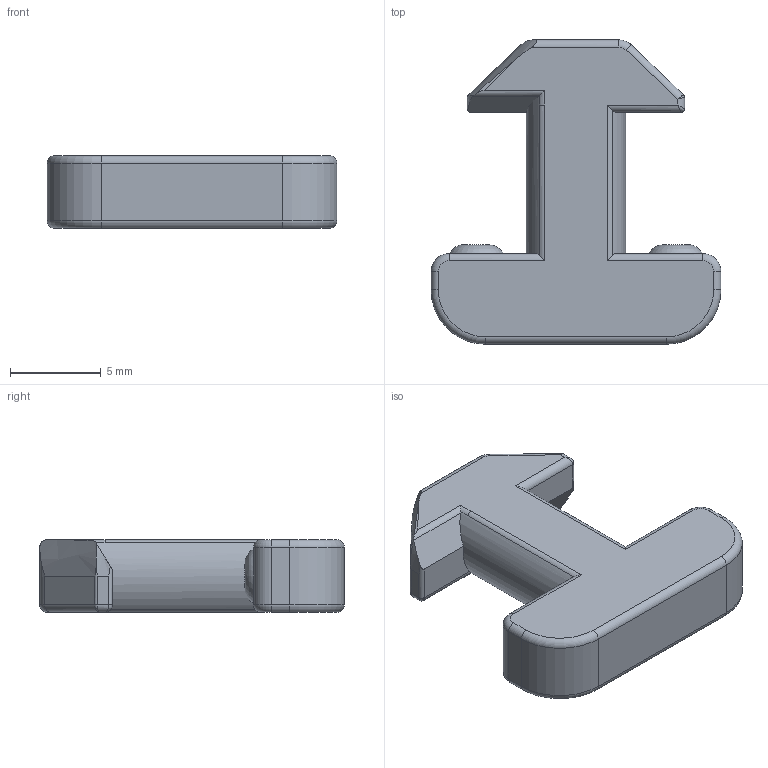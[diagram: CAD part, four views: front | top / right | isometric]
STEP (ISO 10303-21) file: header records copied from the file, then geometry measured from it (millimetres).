
FILE_DESCRIPTION (( 'STEP AP214' ), '1' );
FILE_NAME ('开启三维快拆封箱2020卡子.STEP', '2025-05-29T10:11:36', ( '' ), ( '' ), 'SwSTEP 2.0', 'SolidWorks 2025', '' );
FILE_SCHEMA (( 'AUTOMOTIVE_DESIGN' ));
Length unit declared in the file: millimetre
Products named in the file (1): 开启三维快拆封箱2020卡子
Bounding box: 16 x 16.8 x 4 mm (x, y, z)
Volume: 602.2 mm3; surface area: 558.3 mm2
Topology: 1 solids, 1 shells, 80 faces, 204 edges, 122 vertices
Faces by surface type: cylinder 42, plane 18, torus 14, bspline 4, cone 2
Entity records: 2477 total; most frequent: CARTESIAN_POINT 672, ORIENTED_EDGE 392, DIRECTION 359, EDGE_CURVE 196, AXIS2_PLACEMENT_3D 139, VERTEX_POINT 120, FACE_OUTER_BOUND 82, EDGE_LOOP 82
